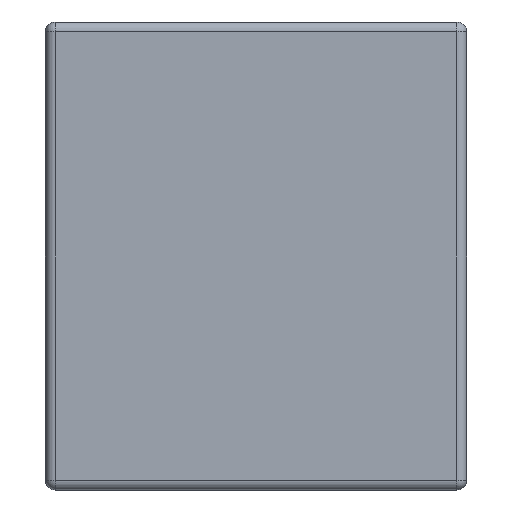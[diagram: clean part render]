
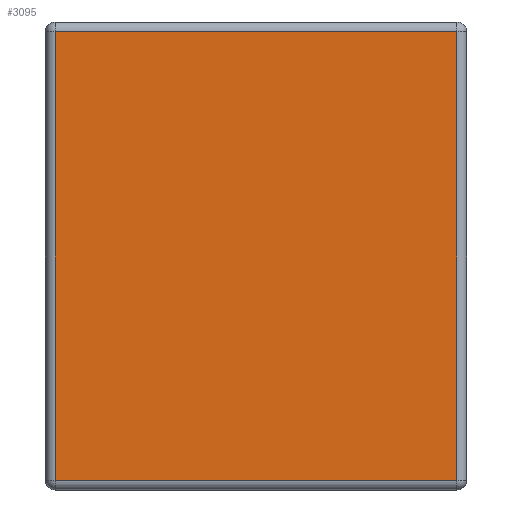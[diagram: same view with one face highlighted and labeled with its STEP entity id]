
A CAD part, left-side view. The second image highlights one B-rep face of the part: STEP entity #3095.
In plain terms, the highlighted planar face has unit normal (-1, 0, 0).
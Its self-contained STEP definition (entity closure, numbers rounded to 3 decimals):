
#204 = DIRECTION ( 'NONE',  ( 0., 0., 1. ) ) ;
#235 = DIRECTION ( 'NONE',  ( -1., 0., 0. ) ) ;
#430 = CARTESIAN_POINT ( 'NONE',  ( 0., 0.879, -0.979 ) ) ;
#507 = ORIENTED_EDGE ( 'NONE', *, *, #4485, .T. ) ;
#809 = LINE ( 'NONE', #3083, #3189 ) ;
#1064 = ORIENTED_EDGE ( 'NONE', *, *, #1108, .T. ) ;
#1108 = EDGE_CURVE ( 'NONE', #4395, #2041, #1395, .T. ) ;
#1180 = VECTOR ( 'NONE', #204, 1000. ) ;
#1301 = DIRECTION ( 'NONE',  ( 0., 0., 1. ) ) ;
#1388 = CARTESIAN_POINT ( 'NONE',  ( 0., 0.9, -0.021 ) ) ;
#1395 = LINE ( 'NONE', #1692, #1180 ) ;
#1634 = ORIENTED_EDGE ( 'NONE', *, *, #2649, .T. ) ;
#1692 = CARTESIAN_POINT ( 'NONE',  ( 0., 0.021, 0. ) ) ;
#1706 = AXIS2_PLACEMENT_3D ( 'NONE', #3480, #235, #1301 ) ;
#1755 = EDGE_LOOP ( 'NONE', ( #2368, #1064, #1634, #507 ) ) ;
#1759 = DIRECTION ( 'NONE',  ( 0., 1., 0. ) ) ;
#1890 = VECTOR ( 'NONE', #3040, 1000. ) ;
#1980 = VERTEX_POINT ( 'NONE', #4075 ) ;
#2008 = CARTESIAN_POINT ( 'NONE',  ( 0., 0.879, -1. ) ) ;
#2041 = VERTEX_POINT ( 'NONE', #3945 ) ;
#2055 = VECTOR ( 'NONE', #1759, 1000. ) ;
#2334 = LINE ( 'NONE', #1388, #2055 ) ;
#2368 = ORIENTED_EDGE ( 'NONE', *, *, #4518, .T. ) ;
#2445 = DIRECTION ( 'NONE',  ( 0., -1., 0. ) ) ;
#2649 = EDGE_CURVE ( 'NONE', #2041, #1980, #2334, .T. ) ;
#2951 = VERTEX_POINT ( 'NONE', #430 ) ;
#3040 = DIRECTION ( 'NONE',  ( 0., 0., -1. ) ) ;
#3083 = CARTESIAN_POINT ( 'NONE',  ( 0., 0., -0.979 ) ) ;
#3095 = ADVANCED_FACE ( 'NONE', ( #4024 ), #3889, .T. ) ;
#3189 = VECTOR ( 'NONE', #2445, 1000. ) ;
#3252 = CARTESIAN_POINT ( 'NONE',  ( 0., 0.021, -0.979 ) ) ;
#3480 = CARTESIAN_POINT ( 'NONE',  ( 0., 0., 0. ) ) ;
#3889 = PLANE ( 'NONE',  #1706 ) ;
#3930 = LINE ( 'NONE', #2008, #1890 ) ;
#3945 = CARTESIAN_POINT ( 'NONE',  ( 0., 0.021, -0.021 ) ) ;
#4024 = FACE_OUTER_BOUND ( 'NONE', #1755, .T. ) ;
#4075 = CARTESIAN_POINT ( 'NONE',  ( 0., 0.879, -0.021 ) ) ;
#4395 = VERTEX_POINT ( 'NONE', #3252 ) ;
#4485 = EDGE_CURVE ( 'NONE', #1980, #2951, #3930, .T. ) ;
#4518 = EDGE_CURVE ( 'NONE', #2951, #4395, #809, .T. ) ;
